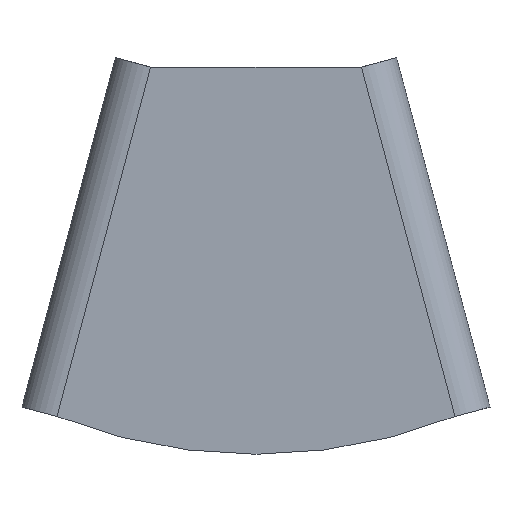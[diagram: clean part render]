
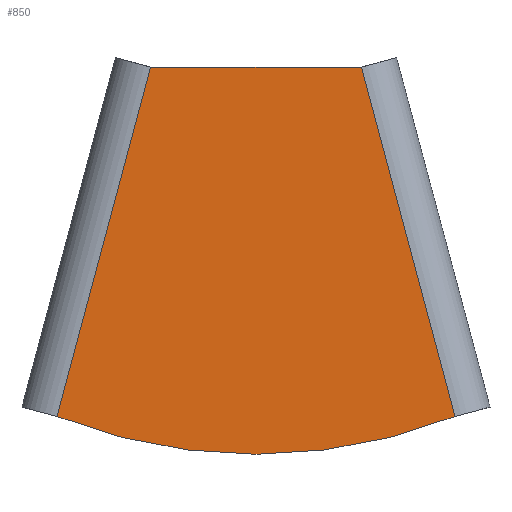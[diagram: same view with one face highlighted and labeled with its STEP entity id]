
A CAD part, front view. The second image highlights one B-rep face of the part: STEP entity #850.
In plain terms, the highlighted planar face has unit normal (0, -1, 0).
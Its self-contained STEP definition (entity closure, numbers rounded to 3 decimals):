
#3 = EDGE_CURVE ( 'NONE', #820, #170, #434, .T. ) ;
#12 = VECTOR ( 'NONE', #657, 1000. ) ;
#15 = CARTESIAN_POINT ( 'NONE',  ( 0., -3., 55.765 ) ) ;
#57 = EDGE_CURVE ( 'NONE', #170, #257, #531, .T. ) ;
#71 = EDGE_CURVE ( 'NONE', #890, #257, #298, .T. ) ;
#75 = CARTESIAN_POINT ( 'NONE',  ( -33.029, -3., -27.956 ) ) ;
#107 = CARTESIAN_POINT ( 'NONE',  ( 33.029, -3., -27.956 ) ) ;
#117 = ORIENTED_EDGE ( 'NONE', *, *, #57, .T. ) ;
#121 = DIRECTION ( 'NONE',  ( 0., -1., 0. ) ) ;
#141 = VECTOR ( 'NONE', #430, 1000. ) ;
#170 = VERTEX_POINT ( 'NONE', #75 ) ;
#202 = ORIENTED_EDGE ( 'NONE', *, *, #71, .F. ) ;
#231 = DIRECTION ( 'NONE',  ( 0.259, 0., -0.966 ) ) ;
#257 = VERTEX_POINT ( 'NONE', #107 ) ;
#277 = LINE ( 'NONE', #688, #141 ) ;
#298 = LINE ( 'NONE', #862, #744 ) ;
#330 = EDGE_LOOP ( 'NONE', ( #202, #492, #747, #117 ) ) ;
#367 = AXIS2_PLACEMENT_3D ( 'NONE', #686, #121, #835 ) ;
#430 = DIRECTION ( 'NONE',  ( -1., 0., 0. ) ) ;
#434 = LINE ( 'NONE', #517, #12 ) ;
#442 = FACE_OUTER_BOUND ( 'NONE', #330, .T. ) ;
#450 = DIRECTION ( 'NONE',  ( 0., -1., 0. ) ) ;
#492 = ORIENTED_EDGE ( 'NONE', *, *, #921, .T. ) ;
#516 = CARTESIAN_POINT ( 'NONE',  ( -17.5, -3., 30. ) ) ;
#517 = CARTESIAN_POINT ( 'NONE',  ( -17.5, -3., 30. ) ) ;
#531 = CIRCLE ( 'NONE', #625, 90. ) ;
#561 = CARTESIAN_POINT ( 'NONE',  ( 17.5, -3., 30. ) ) ;
#625 = AXIS2_PLACEMENT_3D ( 'NONE', #15, #450, #734 ) ;
#657 = DIRECTION ( 'NONE',  ( -0.259, 0., -0.966 ) ) ;
#686 = CARTESIAN_POINT ( 'NONE',  ( 0., -3., 55.765 ) ) ;
#688 = CARTESIAN_POINT ( 'NONE',  ( 17.5, -3., 30. ) ) ;
#693 = PLANE ( 'NONE',  #367 ) ;
#734 = DIRECTION ( 'NONE',  ( 0., 0., -1. ) ) ;
#744 = VECTOR ( 'NONE', #231, 1000. ) ;
#747 = ORIENTED_EDGE ( 'NONE', *, *, #3, .T. ) ;
#820 = VERTEX_POINT ( 'NONE', #516 ) ;
#835 = DIRECTION ( 'NONE',  ( 0., 0., -1. ) ) ;
#850 = ADVANCED_FACE ( 'NONE', ( #442 ), #693, .T. ) ;
#862 = CARTESIAN_POINT ( 'NONE',  ( 17.5, -3., 30. ) ) ;
#890 = VERTEX_POINT ( 'NONE', #561 ) ;
#921 = EDGE_CURVE ( 'NONE', #890, #820, #277, .T. ) ;
